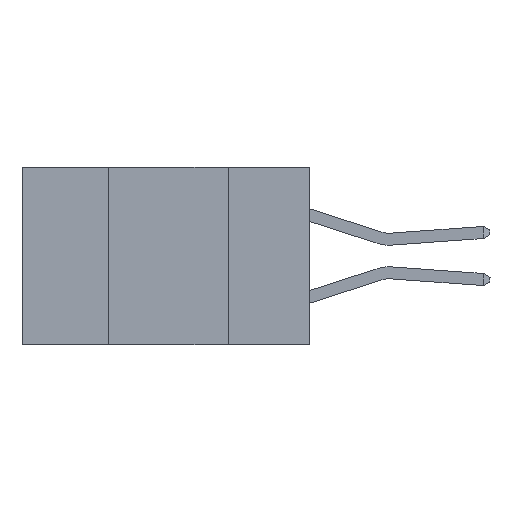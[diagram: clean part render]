
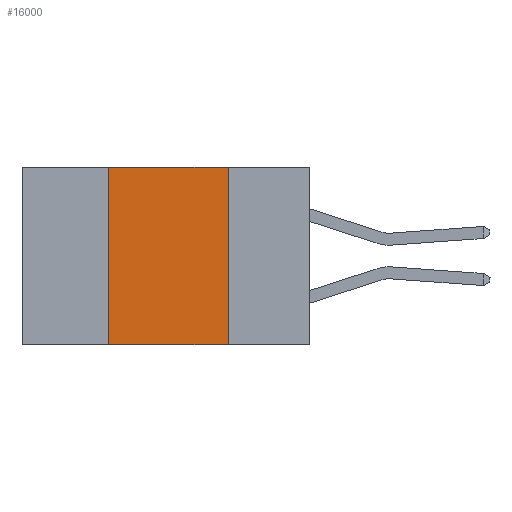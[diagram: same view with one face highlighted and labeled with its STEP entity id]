
A CAD part, left-side view. The second image highlights one B-rep face of the part: STEP entity #16000.
In plain terms, the highlighted planar face has unit normal (-1, 0, 0).
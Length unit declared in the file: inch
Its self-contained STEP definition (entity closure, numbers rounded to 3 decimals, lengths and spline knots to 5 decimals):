
#127 = DIRECTION ( 'NONE',  ( 0., -1., 0. ) ) ;
#523 = CARTESIAN_POINT ( 'NONE',  ( 0., 0.17, -0.37 ) ) ;
#648 = VERTEX_POINT ( 'NONE', #10100 ) ;
#1211 = ORIENTED_EDGE ( 'NONE', *, *, #2745, .F. ) ;
#1614 = LINE ( 'NONE', #18859, #13706 ) ;
#1965 = CARTESIAN_POINT ( 'NONE',  ( 0., 0.6, 0. ) ) ;
#2145 = DIRECTION ( 'NONE',  ( 0., 0., -1. ) ) ;
#2424 = LINE ( 'NONE', #523, #6141 ) ;
#2431 = FACE_OUTER_BOUND ( 'NONE', #18289, .T. ) ;
#2745 = EDGE_CURVE ( 'NONE', #648, #11586, #18878, .T. ) ;
#3518 = DIRECTION ( 'NONE',  ( 0., 0., -1. ) ) ;
#5238 = VERTEX_POINT ( 'NONE', #14131 ) ;
#5961 = CARTESIAN_POINT ( 'NONE',  ( 0., 0.42, 0. ) ) ;
#5994 = VECTOR ( 'NONE', #11663, 39.37008 ) ;
#6141 = VECTOR ( 'NONE', #2145, 39.37008 ) ;
#6213 = EDGE_CURVE ( 'NONE', #18564, #5238, #2424, .T. ) ;
#9518 = CARTESIAN_POINT ( 'NONE',  ( 0., 0.17, 0. ) ) ;
#9923 = EDGE_CURVE ( 'NONE', #648, #5238, #11680, .T. ) ;
#10060 = CARTESIAN_POINT ( 'NONE',  ( 0., 0.42, -0.37 ) ) ;
#10100 = CARTESIAN_POINT ( 'NONE',  ( 0., 0.42, -0.37 ) ) ;
#11586 = VERTEX_POINT ( 'NONE', #5961 ) ;
#11663 = DIRECTION ( 'NONE',  ( 0., 0., 1. ) ) ;
#11680 = LINE ( 'NONE', #18860, #15257 ) ;
#12286 = ORIENTED_EDGE ( 'NONE', *, *, #18042, .F. ) ;
#12771 = DIRECTION ( 'NONE',  ( 0., -1., 0. ) ) ;
#13036 = DIRECTION ( 'NONE',  ( 1., 0., 0. ) ) ;
#13706 = VECTOR ( 'NONE', #127, 39.37008 ) ;
#14131 = CARTESIAN_POINT ( 'NONE',  ( 0., 0.17, -0.37 ) ) ;
#14187 = ORIENTED_EDGE ( 'NONE', *, *, #6213, .F. ) ;
#15257 = VECTOR ( 'NONE', #12771, 39.37008 ) ;
#16000 = ADVANCED_FACE ( 'NONE', ( #2431 ), #17539, .F. ) ;
#16111 = ORIENTED_EDGE ( 'NONE', *, *, #9923, .T. ) ;
#17539 = PLANE ( 'NONE',  #18479 ) ;
#18042 = EDGE_CURVE ( 'NONE', #11586, #18564, #1614, .T. ) ;
#18289 = EDGE_LOOP ( 'NONE', ( #14187, #12286, #1211, #16111 ) ) ;
#18479 = AXIS2_PLACEMENT_3D ( 'NONE', #1965, #13036, #3518 ) ;
#18564 = VERTEX_POINT ( 'NONE', #9518 ) ;
#18859 = CARTESIAN_POINT ( 'NONE',  ( 0., 0.6, 0. ) ) ;
#18860 = CARTESIAN_POINT ( 'NONE',  ( 0., 0.6, -0.37 ) ) ;
#18878 = LINE ( 'NONE', #10060, #5994 ) ;
